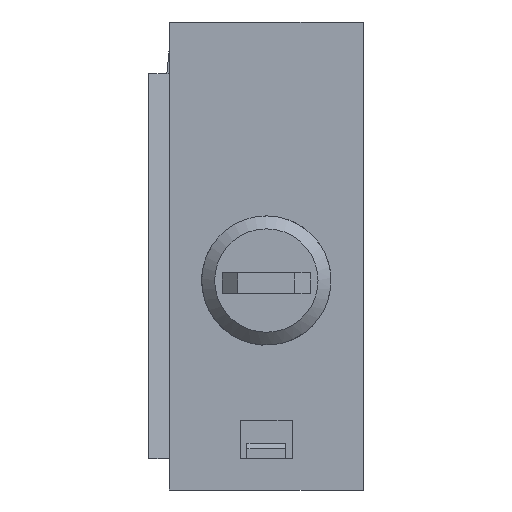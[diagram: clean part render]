
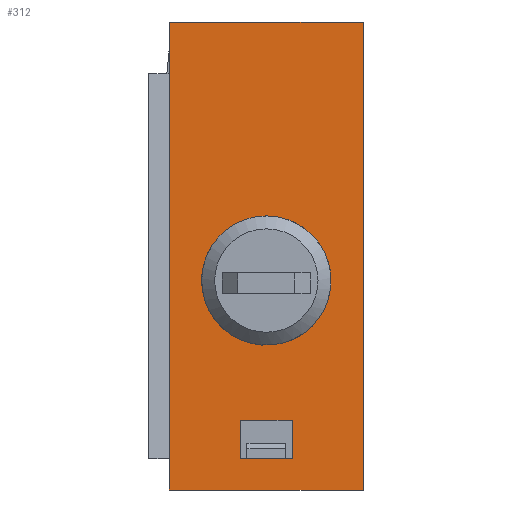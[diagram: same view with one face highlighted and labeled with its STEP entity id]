
A CAD part, left-side view. The second image highlights one B-rep face of the part: STEP entity #312.
In plain terms, the highlighted planar face has unit normal (-1, 0, 0).
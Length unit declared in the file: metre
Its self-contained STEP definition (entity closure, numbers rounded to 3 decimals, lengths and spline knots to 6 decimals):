
#312=ADVANCED_FACE('',(#634,#635,#636),#637,.T.);
#634=FACE_OUTER_BOUND('',#954,.T.);
#635=FACE_BOUND('',#955,.T.);
#636=FACE_BOUND('',#956,.T.);
#637=PLANE('',#957);
#954=EDGE_LOOP('',(#1807,#1808,#1809,#1810));
#955=EDGE_LOOP('',(#1811,#1812,#1813,#1814));
#956=EDGE_LOOP('',(#1815,#1816,#1817,#1818,#1819,#1820,#1821,#1822,#1823,#1824,#1825,#1826,#1827,#1828));
#957=AXIS2_PLACEMENT_3D('',#1829,#1830,#1831);
#1807=ORIENTED_EDGE('',*,*,#2103,.F.);
#1808=ORIENTED_EDGE('',*,*,#2172,.F.);
#1809=ORIENTED_EDGE('',*,*,#2133,.T.);
#1810=ORIENTED_EDGE('',*,*,#2158,.T.);
#1811=ORIENTED_EDGE('',*,*,#2208,.F.);
#1812=ORIENTED_EDGE('',*,*,#2100,.F.);
#1813=ORIENTED_EDGE('',*,*,#2214,.F.);
#1814=ORIENTED_EDGE('',*,*,#1879,.F.);
#1815=ORIENTED_EDGE('',*,*,#2211,.F.);
#1816=ORIENTED_EDGE('',*,*,#1990,.T.);
#1817=ORIENTED_EDGE('',*,*,#1932,.F.);
#1818=ORIENTED_EDGE('',*,*,#2215,.T.);
#1819=ORIENTED_EDGE('',*,*,#2180,.T.);
#1820=ORIENTED_EDGE('',*,*,#1908,.T.);
#1821=ORIENTED_EDGE('',*,*,#2210,.F.);
#1822=ORIENTED_EDGE('',*,*,#2204,.F.);
#1823=ORIENTED_EDGE('',*,*,#2175,.T.);
#1824=ORIENTED_EDGE('',*,*,#2026,.F.);
#1825=ORIENTED_EDGE('',*,*,#2194,.F.);
#1826=ORIENTED_EDGE('',*,*,#2042,.F.);
#1827=ORIENTED_EDGE('',*,*,#2212,.F.);
#1828=ORIENTED_EDGE('',*,*,#1965,.F.);
#1829=CARTESIAN_POINT('',(-0.00905,0.0075,0.0));
#1830=DIRECTION('',(-1.0,0.,0.));
#1831=DIRECTION('',(0.,0.0,1.0));
#1879=EDGE_CURVE('',#2232,#2227,#2234,.T.);
#1908=EDGE_CURVE('',#2285,#2286,#2287,.T.);
#1932=EDGE_CURVE('',#2328,#2329,#2330,.T.);
#1965=EDGE_CURVE('',#2386,#2381,#2388,.T.);
#1990=EDGE_CURVE('',#2428,#2329,#2429,.T.);
#2026=EDGE_CURVE('',#2479,#2477,#2481,.T.);
#2042=EDGE_CURVE('',#2506,#2507,#2508,.T.);
#2100=EDGE_CURVE('',#2585,#2583,#2587,.T.);
#2103=EDGE_CURVE('',#2590,#2592,#2593,.T.);
#2133=EDGE_CURVE('',#2631,#2629,#2632,.T.);
#2158=EDGE_CURVE('',#2629,#2592,#2664,.T.);
#2172=EDGE_CURVE('',#2631,#2590,#2680,.T.);
#2175=EDGE_CURVE('',#2683,#2477,#2684,.T.);
#2180=EDGE_CURVE('',#2689,#2285,#2690,.T.);
#2194=EDGE_CURVE('',#2507,#2479,#2706,.T.);
#2204=EDGE_CURVE('',#2683,#2716,#2717,.T.);
#2208=EDGE_CURVE('',#2583,#2232,#2721,.T.);
#2210=EDGE_CURVE('',#2716,#2286,#2723,.T.);
#2211=EDGE_CURVE('',#2428,#2386,#2724,.T.);
#2212=EDGE_CURVE('',#2381,#2506,#2725,.T.);
#2214=EDGE_CURVE('',#2227,#2585,#2727,.T.);
#2215=EDGE_CURVE('',#2328,#2689,#2728,.T.);
#2227=VERTEX_POINT('',#2741);
#2232=VERTEX_POINT('',#2748);
#2234=LINE('',#2751,#2752);
#2285=VERTEX_POINT('',#2824);
#2286=VERTEX_POINT('',#2825);
#2287=LINE('',#2826,#2827);
#2328=VERTEX_POINT('',#2886);
#2329=VERTEX_POINT('',#2887);
#2330=LINE('',#2888,#2889);
#2381=VERTEX_POINT('',#2962);
#2386=VERTEX_POINT('',#2969);
#2388=LINE('',#2972,#2973);
#2428=VERTEX_POINT('',#3031);
#2429=LINE('',#3032,#3033);
#2477=VERTEX_POINT('',#3104);
#2479=VERTEX_POINT('',#3107);
#2481=LINE('',#3110,#3111);
#2506=VERTEX_POINT('',#3146);
#2507=VERTEX_POINT('',#3147);
#2508=LINE('',#3148,#3149);
#2583=VERTEX_POINT('',#3263);
#2585=VERTEX_POINT('',#3266);
#2587=LINE('',#3269,#3270);
#2590=VERTEX_POINT('',#3273);
#2592=VERTEX_POINT('',#3276);
#2593=LINE('',#3277,#3278);
#2629=VERTEX_POINT('',#3333);
#2631=VERTEX_POINT('',#3336);
#2632=LINE('',#3337,#3338);
#2664=LINE('',#3382,#3383);
#2680=LINE('',#3405,#3406);
#2683=VERTEX_POINT('',#3410);
#2684=LINE('',#3411,#3412);
#2689=VERTEX_POINT('',#3418);
#2690=LINE('',#3419,#3420);
#2706=LINE('',#3441,#3442);
#2716=VERTEX_POINT('',#3454);
#2717=LINE('',#3455,#3456);
#2721=LINE('',#3461,#3462);
#2723=CIRCLE('',#3464,0.0025);
#2724=CIRCLE('',#3465,0.0025);
#2725=CIRCLE('',#3466,0.0025);
#2727=LINE('',#3468,#3469);
#2728=LINE('',#3470,#3471);
#2741=CARTESIAN_POINT('',(-0.00905,0.01025,-0.015402));
#2748=CARTESIAN_POINT('',(-0.00905,0.01025,-0.016902));
#2751=CARTESIAN_POINT('',(-0.00905,0.01025,0.0));
#2752=VECTOR('',#3484,1.0);
#2824=CARTESIAN_POINT('',(-0.00905,0.01332,-0.0099));
#2825=CARTESIAN_POINT('',(-0.00905,0.01332,-0.008598));
#2826=CARTESIAN_POINT('',(-0.00905,0.01332,-0.01));
#2827=VECTOR('',#3509,1.0);
#2886=CARTESIAN_POINT('',(-0.00905,0.01352,-0.0101));
#2887=CARTESIAN_POINT('',(-0.00905,0.01332,-0.0101));
#2888=CARTESIAN_POINT('',(-0.00905,0.01125,-0.0101));
#2889=VECTOR('',#3528,1.0);
#2962=CARTESIAN_POINT('',(-0.00905,0.01025,-0.012291));
#2969=CARTESIAN_POINT('',(-0.00905,0.01225,-0.012291));
#2972=CARTESIAN_POINT('',(-0.00905,0.01125,-0.012291));
#2973=VECTOR('',#3557,1.0);
#3031=CARTESIAN_POINT('',(-0.00905,0.01332,-0.011402));
#3032=CARTESIAN_POINT('',(-0.00905,0.01332,-0.01));
#3033=VECTOR('',#3579,1.0);
#3104=CARTESIAN_POINT('',(-0.00905,0.00898,-0.0099));
#3107=CARTESIAN_POINT('',(-0.00905,0.00898,-0.0101));
#3110=CARTESIAN_POINT('',(-0.00905,0.00898,-0.01));
#3111=VECTOR('',#3611,1.0);
#3146=CARTESIAN_POINT('',(-0.00905,0.00918,-0.011402));
#3147=CARTESIAN_POINT('',(-0.00905,0.00918,-0.0101));
#3148=CARTESIAN_POINT('',(-0.00905,0.00918,-0.01));
#3149=VECTOR('',#3625,1.0);
#3263=CARTESIAN_POINT('',(-0.00905,0.01225,-0.016902));
#3266=CARTESIAN_POINT('',(-0.00905,0.01225,-0.015402));
#3269=CARTESIAN_POINT('',(-0.00905,0.01225,0.0));
#3270=VECTOR('',#3667,1.0);
#3273=CARTESIAN_POINT('',(-0.00905,0.015,-0.018102));
#3276=CARTESIAN_POINT('',(-0.00905,0.015,0.0));
#3277=CARTESIAN_POINT('',(-0.00905,0.015,0.0));
#3278=VECTOR('',#3669,1.0);
#3333=CARTESIAN_POINT('',(-0.00905,0.0075,0.0));
#3336=CARTESIAN_POINT('',(-0.00905,0.0075,-0.018102));
#3337=CARTESIAN_POINT('',(-0.00905,0.0075,0.0));
#3338=VECTOR('',#3693,1.0);
#3382=CARTESIAN_POINT('',(-0.00905,0.0075,0.0));
#3383=VECTOR('',#3721,1.0);
#3405=CARTESIAN_POINT('',(-0.00905,0.0075,-0.018102));
#3406=VECTOR('',#3731,1.0);
#3410=CARTESIAN_POINT('',(-0.00905,0.00918,-0.0099));
#3411=CARTESIAN_POINT('',(-0.00905,0.01125,-0.0099));
#3412=VECTOR('',#3733,1.0);
#3418=CARTESIAN_POINT('',(-0.00905,0.01352,-0.0099));
#3419=CARTESIAN_POINT('',(-0.00905,0.01125,-0.0099));
#3420=VECTOR('',#3735,1.0);
#3441=CARTESIAN_POINT('',(-0.00905,0.01125,-0.0101));
#3442=VECTOR('',#3747,1.0);
#3454=CARTESIAN_POINT('',(-0.00905,0.00918,-0.008598));
#3455=CARTESIAN_POINT('',(-0.00905,0.00918,-0.01));
#3456=VECTOR('',#3750,1.0);
#3461=CARTESIAN_POINT('',(-0.00905,0.0075,-0.016902));
#3462=VECTOR('',#3752,1.0);
#3464=AXIS2_PLACEMENT_3D('',#3753,#3754,#3755);
#3465=AXIS2_PLACEMENT_3D('',#3756,#3757,#3758);
#3466=AXIS2_PLACEMENT_3D('',#3759,#3760,#3761);
#3468=CARTESIAN_POINT('',(-0.00905,0.0075,-0.015402));
#3469=VECTOR('',#3762,1.0);
#3470=CARTESIAN_POINT('',(-0.00905,0.01352,-0.01));
#3471=VECTOR('',#3763,1.0);
#3484=DIRECTION('',(0.,0.,1.0));
#3509=DIRECTION('',(0.,0.,1.0));
#3528=DIRECTION('',(0.0,-1.0,0.));
#3557=DIRECTION('',(0.0,-1.0,0.));
#3579=DIRECTION('',(0.,0.,1.0));
#3611=DIRECTION('',(0.,0.,1.0));
#3625=DIRECTION('',(0.,0.,1.0));
#3667=DIRECTION('',(0.,0.,-1.0));
#3669=DIRECTION('',(0.,0.,1.0));
#3693=DIRECTION('',(0.,0.,1.0));
#3721=DIRECTION('',(0.0,1.0,0.));
#3731=DIRECTION('',(0.0,1.0,0.));
#3733=DIRECTION('',(0.0,-1.0,0.));
#3735=DIRECTION('',(0.0,-1.0,0.));
#3747=DIRECTION('',(0.0,-1.0,0.));
#3750=DIRECTION('',(0.,0.,1.0));
#3752=DIRECTION('',(0.,-1.0,0.));
#3753=CARTESIAN_POINT('',(-0.00905,0.01125,-0.01));
#3754=DIRECTION('',(-1.0,0.,0.));
#3755=DIRECTION('',(0.,0.,-1.0));
#3756=CARTESIAN_POINT('',(-0.00905,0.01125,-0.01));
#3757=DIRECTION('',(-1.0,0.,0.));
#3758=DIRECTION('',(0.,0.,-1.0));
#3759=CARTESIAN_POINT('',(-0.00905,0.01125,-0.01));
#3760=DIRECTION('',(-1.0,0.,0.));
#3761=DIRECTION('',(0.,0.,-1.0));
#3762=DIRECTION('',(0.,1.0,0.));
#3763=DIRECTION('',(0.,0.,1.0));
